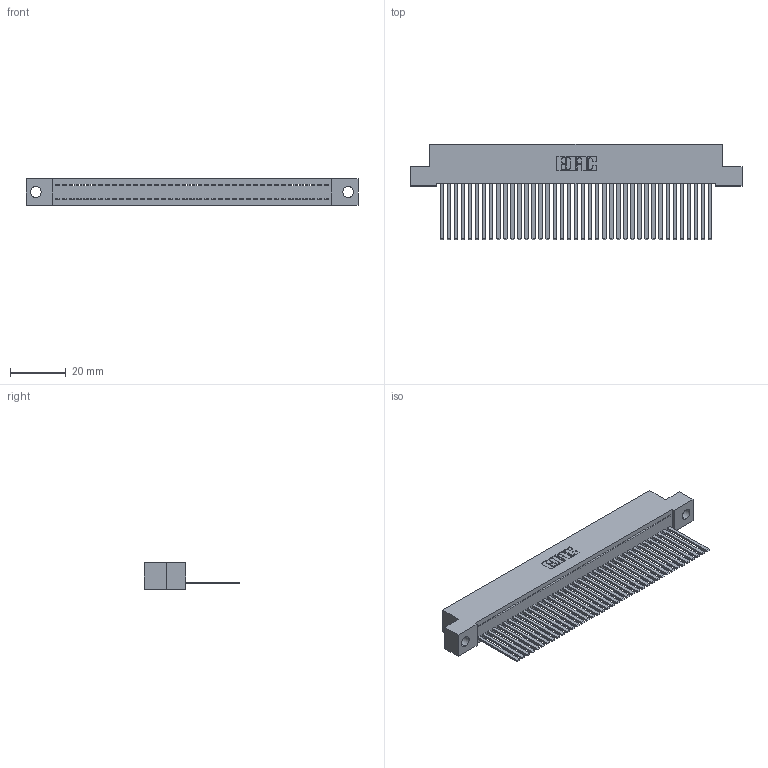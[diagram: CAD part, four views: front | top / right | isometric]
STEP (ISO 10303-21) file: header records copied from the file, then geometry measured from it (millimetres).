
FILE_DESCRIPTION (( 'STEP AP203' ), '1' );
FILE_NAME ('342-039-544-104.STEP', '2018-08-11T23:33:25', ( '' ), ( '' ), 'SwSTEP 2.0', 'SolidWorks 2016', '' );
FILE_SCHEMA (( 'CONFIG_CONTROL_DESIGN' ));
Length unit declared in the file: inch
Products named in the file (3): 345-292-001_345-293-144; 342-039-544-104; 342 Part_.156 TH
Assembly tree (40 placements, depth 2):
  342-039-544-104
    342 Part_.156 TH
    345-292-001_345-293-144  x39
Bounding box: 119.38 x 34.3 x 9.4 mm (x, y, z)
Volume: 10820.8 mm3; surface area: 16938.2 mm2
Topology: 40 solids, 40 shells, 2138 faces, 6461 edges, 4254 vertices
Faces by surface type: plane 1548, cylinder 590
Entity records: 23917 total; most frequent: CARTESIAN_POINT 4131, ORIENTED_EDGE 4106, DIRECTION 3487, EDGE_CURVE 2053, LINE 1929, VECTOR 1929, VERTEX_POINT 1366, AXIS2_PLACEMENT_3D 779
